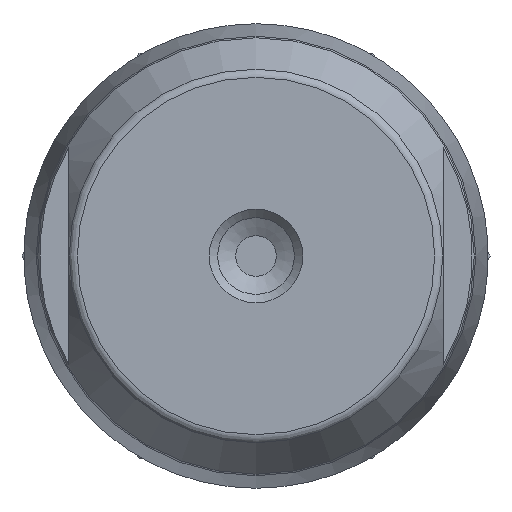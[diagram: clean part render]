
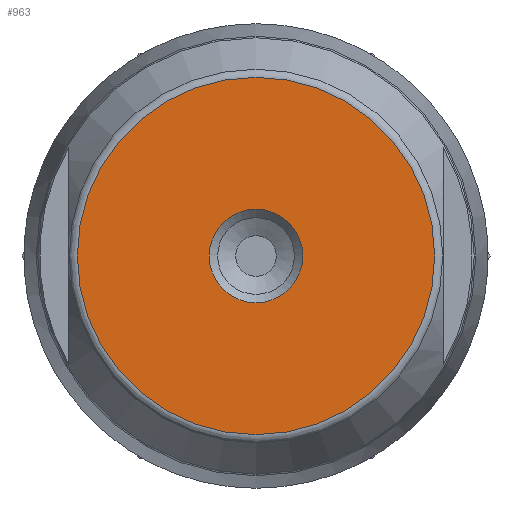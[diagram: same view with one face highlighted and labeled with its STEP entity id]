
A CAD part, front view. The second image highlights one B-rep face of the part: STEP entity #963.
In plain terms, the highlighted planar face has unit normal (0, -1, 0).
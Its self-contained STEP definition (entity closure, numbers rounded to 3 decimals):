
#89=PLANE('',#1132);
#304=ORIENTED_EDGE('',*,*,#451,.F.);
#305=ORIENTED_EDGE('',*,*,#450,.T.);
#450=EDGE_CURVE('',#545,#545,#618,.T.);
#451=EDGE_CURVE('',#546,#546,#619,.T.);
#545=VERTEX_POINT('',#1707);
#546=VERTEX_POINT('',#1710);
#618=CIRCLE('',#1131,5.73);
#619=CIRCLE('',#1133,1.5);
#720=EDGE_LOOP('',(#304));
#721=EDGE_LOOP('',(#305));
#852=FACE_BOUND('',#720,.T.);
#853=FACE_BOUND('',#721,.T.);
#963=ADVANCED_FACE('',(#852,#853),#89,.F.);
#1131=AXIS2_PLACEMENT_3D('',#1706,#1380,#1381);
#1132=AXIS2_PLACEMENT_3D('',#1708,#1382,#1383);
#1133=AXIS2_PLACEMENT_3D('',#1709,#1384,#1385);
#1380=DIRECTION('',(0.,-1.,0.));
#1381=DIRECTION('',(0.,0.,-1.));
#1382=DIRECTION('',(0.,1.,0.));
#1383=DIRECTION('',(0.,0.,1.));
#1384=DIRECTION('',(0.,-1.,0.));
#1385=DIRECTION('',(0.,0.,-1.));
#1706=CARTESIAN_POINT('',(0.,-23.8,0.));
#1707=CARTESIAN_POINT('',(0.,-23.8,-5.73));
#1708=CARTESIAN_POINT('',(5.73,-23.8,0.));
#1709=CARTESIAN_POINT('',(0.,-23.8,0.));
#1710=CARTESIAN_POINT('',(0.,-23.8,-1.5));
